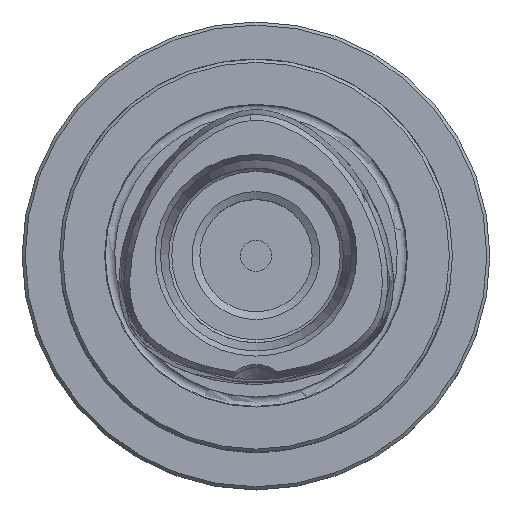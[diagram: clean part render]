
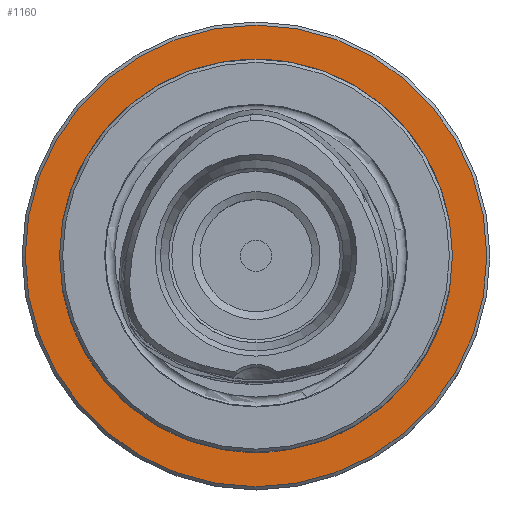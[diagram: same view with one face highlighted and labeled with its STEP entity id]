
A CAD part, top view. The second image highlights one B-rep face of the part: STEP entity #1160.
In plain terms, the highlighted planar face has unit normal (0, 0, 1).
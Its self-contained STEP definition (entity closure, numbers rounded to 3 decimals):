
#231=FACE_BOUND('',#336,.T.);
#256=FACE_OUTER_BOUND('',#335,.T.);
#335=EDGE_LOOP('',(#810));
#336=EDGE_LOOP('',(#811));
#424=CIRCLE('',#1264,37.);
#425=CIRCLE('',#1266,31.25);
#490=VERTEX_POINT('',#1773);
#491=VERTEX_POINT('',#1777);
#612=EDGE_CURVE('',#490,#490,#424,.T.);
#613=EDGE_CURVE('',#491,#491,#425,.T.);
#810=ORIENTED_EDGE('',*,*,#612,.F.);
#811=ORIENTED_EDGE('',*,*,#613,.T.);
#1122=PLANE('',#1265);
#1160=ADVANCED_FACE('',(#256,#231),#1122,.F.);
#1264=AXIS2_PLACEMENT_3D('',#1775,#1444,#1445);
#1265=AXIS2_PLACEMENT_3D('',#1776,#1446,#1447);
#1266=AXIS2_PLACEMENT_3D('',#1778,#1448,#1449);
#1444=DIRECTION('center_axis',(0.,0.,-1.));
#1445=DIRECTION('ref_axis',(-1.,0.,0.));
#1446=DIRECTION('center_axis',(0.,0.,-1.));
#1447=DIRECTION('ref_axis',(-1.,0.,0.));
#1448=DIRECTION('center_axis',(0.,0.,-1.));
#1449=DIRECTION('ref_axis',(-1.,0.,0.));
#1773=CARTESIAN_POINT('',(37.,0.,-22.));
#1775=CARTESIAN_POINT('Origin',(0.,0.,-22.));
#1776=CARTESIAN_POINT('Origin',(0.,0.,-22.));
#1777=CARTESIAN_POINT('',(31.25,0.,-22.));
#1778=CARTESIAN_POINT('Origin',(0.,0.,-22.));
